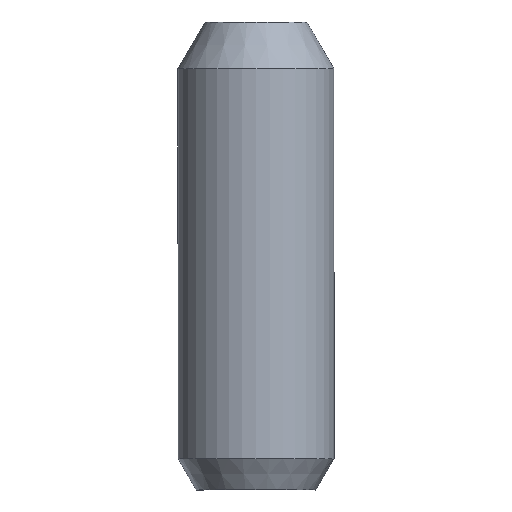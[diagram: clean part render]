
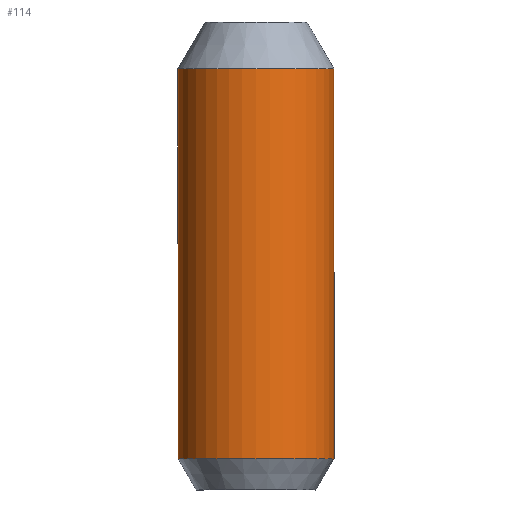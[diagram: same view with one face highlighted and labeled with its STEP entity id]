
A CAD part, front view. The second image highlights one B-rep face of the part: STEP entity #114.
In plain terms, the highlighted cylindrical face has radius 5 mm (diameter 10 mm), a partial arc.
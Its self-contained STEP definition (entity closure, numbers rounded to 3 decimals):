
#6 = CARTESIAN_POINT ( 'NONE',  ( -5., 0., 2. ) ) ;
#8 = AXIS2_PLACEMENT_3D ( 'NONE', #316, #248, #163 ) ;
#16 = CARTESIAN_POINT ( 'NONE',  ( 0., 0., 2. ) ) ;
#18 = EDGE_CURVE ( 'NONE', #125, #232, #88, .T. ) ;
#33 = CARTESIAN_POINT ( 'NONE',  ( -5., 0., 27. ) ) ;
#34 = LINE ( 'NONE', #324, #116 ) ;
#60 = CARTESIAN_POINT ( 'NONE',  ( 5., 0., 2. ) ) ;
#66 = EDGE_CURVE ( 'NONE', #200, #232, #348, .T. ) ;
#67 = CYLINDRICAL_SURFACE ( 'NONE', #8, 5. ) ;
#78 = AXIS2_PLACEMENT_3D ( 'NONE', #16, #129, #80 ) ;
#80 = DIRECTION ( 'NONE',  ( 1., 0., 0. ) ) ;
#84 = ORIENTED_EDGE ( 'NONE', *, *, #66, .T. ) ;
#88 = CIRCLE ( 'NONE', #332, 5. ) ;
#95 = DIRECTION ( 'NONE',  ( 1., 0., 0. ) ) ;
#112 = ORIENTED_EDGE ( 'NONE', *, *, #18, .F. ) ;
#114 = ADVANCED_FACE ( 'NONE', ( #175 ), #67, .T. ) ;
#116 = VECTOR ( 'NONE', #289, 1000. ) ;
#125 = VERTEX_POINT ( 'NONE', #33 ) ;
#129 = DIRECTION ( 'NONE',  ( 0., 0., 1. ) ) ;
#138 = VERTEX_POINT ( 'NONE', #6 ) ;
#146 = CARTESIAN_POINT ( 'NONE',  ( 5., 0., 50. ) ) ;
#163 = DIRECTION ( 'NONE',  ( 1., 0., 0. ) ) ;
#175 = FACE_OUTER_BOUND ( 'NONE', #282, .T. ) ;
#181 = DIRECTION ( 'NONE',  ( 0., 0., 1. ) ) ;
#184 = DIRECTION ( 'NONE',  ( 0., 0., 1. ) ) ;
#191 = CARTESIAN_POINT ( 'NONE',  ( 5., 0., 27. ) ) ;
#200 = VERTEX_POINT ( 'NONE', #60 ) ;
#209 = CARTESIAN_POINT ( 'NONE',  ( 0., 0., 27. ) ) ;
#228 = ORIENTED_EDGE ( 'NONE', *, *, #310, .F. ) ;
#232 = VERTEX_POINT ( 'NONE', #191 ) ;
#236 = VECTOR ( 'NONE', #184, 1000. ) ;
#242 = CIRCLE ( 'NONE', #78, 5. ) ;
#248 = DIRECTION ( 'NONE',  ( 0., 0., 1. ) ) ;
#282 = EDGE_LOOP ( 'NONE', ( #228, #335, #84, #112 ) ) ;
#284 = EDGE_CURVE ( 'NONE', #138, #200, #242, .T. ) ;
#289 = DIRECTION ( 'NONE',  ( 0., 0., 1. ) ) ;
#310 = EDGE_CURVE ( 'NONE', #138, #125, #34, .T. ) ;
#316 = CARTESIAN_POINT ( 'NONE',  ( 0., 0., 50. ) ) ;
#324 = CARTESIAN_POINT ( 'NONE',  ( -5., 0., 50. ) ) ;
#332 = AXIS2_PLACEMENT_3D ( 'NONE', #209, #181, #95 ) ;
#335 = ORIENTED_EDGE ( 'NONE', *, *, #284, .T. ) ;
#348 = LINE ( 'NONE', #146, #236 ) ;
